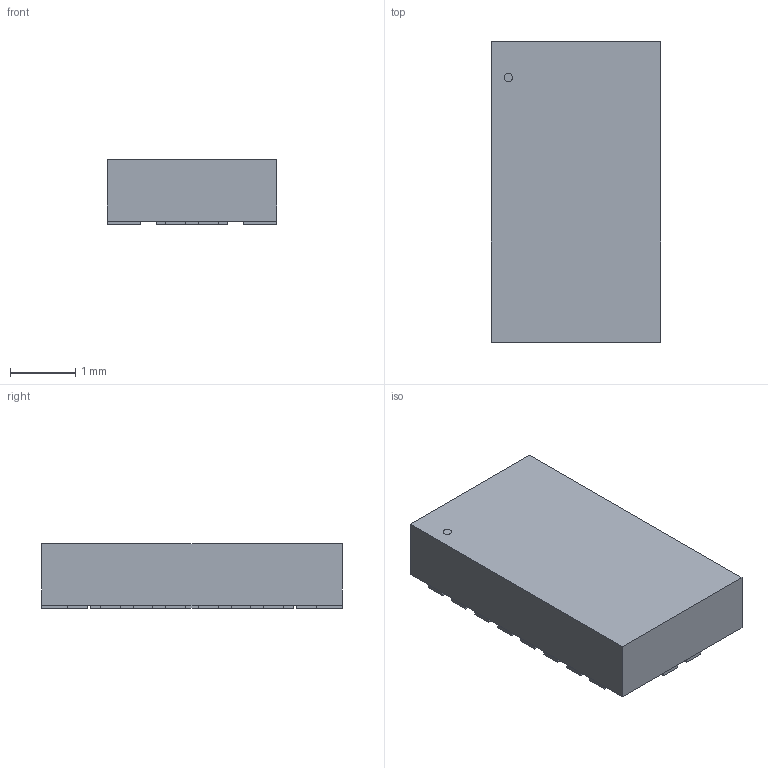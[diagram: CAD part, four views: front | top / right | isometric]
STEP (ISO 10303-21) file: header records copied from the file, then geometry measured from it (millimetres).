
FILE_DESCRIPTION(('FreeCAD Model'),'2;1');
FILE_NAME('part133_cp.step', '2019-11-05T11:27:17',('kicad StepUp'),('ksu MCAD'), 'Open CASCADE STEP processor 7.2','FreeCAD','Unknown');
FILE_SCHEMA(('AUTOMOTIVE_DESIGN { 1 0 10303 214 1 1 1 1 }'));
Length unit declared in the file: millimetre
Products named in the file (1): part133_cp
Bounding box: 2.59 x 4.6 x 0.99 mm (x, y, z)
Volume: 0 mm3; surface area: 52.4 mm2
Topology: 1 solids, 133 shells, 135 faces, 531 edges, 530 vertices
Faces by surface type: plane 134, cylinder 1
Full cylindrical faces by diameter (mm): 0.13 x1
Entity records: 6561 total; most frequent: CARTESIAN_POINT 1198, DIRECTION 804, ORIENTED_EDGE 534, EDGE_CURVE 531, VERTEX_POINT 530, LINE 528, VECTOR 528, AXIS2_PLACEMENT_3D 138
